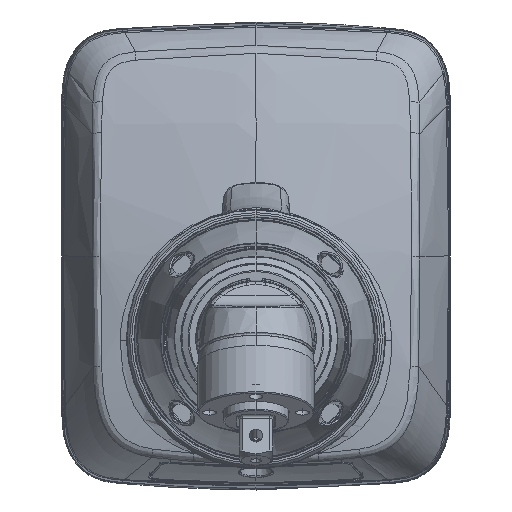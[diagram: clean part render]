
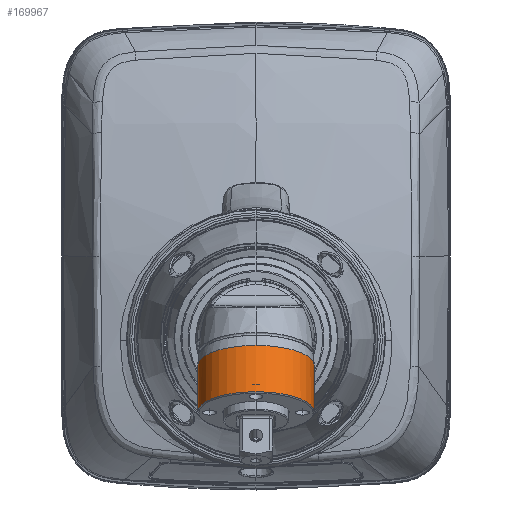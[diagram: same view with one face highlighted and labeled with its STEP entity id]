
A CAD part, top view. The second image highlights one B-rep face of the part: STEP entity #169967.
In plain terms, the highlighted cylindrical face has radius 11 mm (diameter 22 mm), a partial arc.
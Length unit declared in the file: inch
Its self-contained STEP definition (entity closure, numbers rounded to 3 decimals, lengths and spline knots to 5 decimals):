
#119806=CARTESIAN_POINT('',(0.,-0.46393,4.18067));
#119807=DIRECTION('',(0.,0.94,-0.342));
#119808=DIRECTION('',(1.,0.,0.));
#119809=AXIS2_PLACEMENT_3D('',#119806,#119807,#119808);
#119811=DIRECTION('',(0.,-0.94,0.342));
#119812=VECTOR('',#119811,0.09055);
#119813=CARTESIAN_POINT('',(0.43307,-0.46393,
4.18067));
#119814=LINE('',#119813,#119812);
#119815=DIRECTION('',(0.,-0.94,0.342));
#119816=VECTOR('',#119815,0.09055);
#119817=CARTESIAN_POINT('',(-0.43307,-0.46393,
4.18067));
#119818=LINE('',#119817,#119816);
#119819=CARTESIAN_POINT('',(0.,-0.46393,4.18067));
#119820=DIRECTION('',(0.,0.94,-0.342));
#119821=DIRECTION('',(-0.326,-0.323,
-0.888));
#119822=AXIS2_PLACEMENT_3D('',#119819,#119820,#119821);
#119824=DIRECTION('',(0.,0.94,-0.342));
#119825=VECTOR('',#119824,0.13797);
#119826=CARTESIAN_POINT('',(-0.14107,-0.60397,
3.79591));
#119827=LINE('',#119826,#119825);
#119828=CARTESIAN_POINT('',(-0.1411,-0.47427,
3.7487));
#119829=CARTESIAN_POINT('',(-0.15174,-0.47189,
3.75174));
#119830=CARTESIAN_POINT('',(-0.17228,-0.46665,
3.75836));
#119831=CARTESIAN_POINT('',(-0.20551,-0.45608,
3.77144));
#119832=CARTESIAN_POINT('',(-0.2399,-0.44225,
3.78816));
#119833=CARTESIAN_POINT('',(-0.2742,-0.42477,
3.80879));
#119834=CARTESIAN_POINT('',(-0.30457,-0.40568,
3.83092));
#119835=CARTESIAN_POINT('',(-0.33135,-0.38528,
3.85433));
#119836=CARTESIAN_POINT('',(-0.3548,-0.36385,
3.87892));
#119837=CARTESIAN_POINT('',(-0.37516,-0.3416,
3.90471));
#119838=CARTESIAN_POINT('',(-0.39256,-0.31873,
3.93178));
#119839=CARTESIAN_POINT('',(-0.40708,-0.29541,
3.96029));
#119840=CARTESIAN_POINT('',(-0.41866,-0.27181,
3.99042));
#119841=CARTESIAN_POINT('',(-0.42716,-0.24808,
4.02238));
#119842=CARTESIAN_POINT('',(-0.43232,-0.22437,
4.05635));
#119843=CARTESIAN_POINT('',(-0.43325,-0.2087,
4.08044));
#119844=CARTESIAN_POINT('',(-0.43301,-0.20093,
4.09286));
#119846=CARTESIAN_POINT('',(0.,-0.20348,4.08587));
#119847=DIRECTION('',(0.,-0.94,0.342));
#119848=DIRECTION('',(0.,0.342,0.94));
#119849=AXIS2_PLACEMENT_3D('',#119846,#119847,#119848);
#119851=CARTESIAN_POINT('',(0.,-0.20348,4.08587));
#119852=DIRECTION('',(0.,0.94,-0.342));
#119853=DIRECTION('',(0.,0.342,0.94));
#119854=AXIS2_PLACEMENT_3D('',#119851,#119852,#119853);
#119856=CARTESIAN_POINT('',(0.1411,-0.47427,
3.7487));
#119857=CARTESIAN_POINT('',(0.15174,-0.47189,
3.75174));
#119858=CARTESIAN_POINT('',(0.17228,-0.46665,
3.75836));
#119859=CARTESIAN_POINT('',(0.20551,-0.45608,
3.77144));
#119860=CARTESIAN_POINT('',(0.2399,-0.44225,
3.78816));
#119861=CARTESIAN_POINT('',(0.2742,-0.42477,
3.80879));
#119862=CARTESIAN_POINT('',(0.30457,-0.40568,
3.83092));
#119863=CARTESIAN_POINT('',(0.33135,-0.38528,
3.85433));
#119864=CARTESIAN_POINT('',(0.3548,-0.36385,
3.87892));
#119865=CARTESIAN_POINT('',(0.37516,-0.3416,
3.90471));
#119866=CARTESIAN_POINT('',(0.39256,-0.31873,
3.93178));
#119867=CARTESIAN_POINT('',(0.40708,-0.29541,
3.96029));
#119868=CARTESIAN_POINT('',(0.41866,-0.27181,
3.99042));
#119869=CARTESIAN_POINT('',(0.42716,-0.24808,
4.02238));
#119870=CARTESIAN_POINT('',(0.43232,-0.22437,
4.05635));
#119871=CARTESIAN_POINT('',(0.43325,-0.2087,
4.08044));
#119872=CARTESIAN_POINT('',(0.43301,-0.20093,
4.09286));
#119874=DIRECTION('',(0.,0.94,-0.342));
#119875=VECTOR('',#119874,0.13797);
#119876=CARTESIAN_POINT('',(0.14107,-0.60397,
3.79591));
#119877=LINE('',#119876,#119875);
#119887=CARTESIAN_POINT('',(0.,-0.54902,4.21164));
#119888=DIRECTION('',(0.,-0.94,0.342));
#119889=DIRECTION('',(1.,0.,0.));
#119890=AXIS2_PLACEMENT_3D('',#119887,#119888,#119889);
#121048=CARTESIAN_POINT('',(-0.14108,-0.47432,
3.74872));
#121124=CARTESIAN_POINT('',(0.14108,-0.47432,
3.74872));
#135238=CARTESIAN_POINT('',(0.,-0.05536,4.49282));
#135239=CARTESIAN_POINT('',(0.43301,-0.20093,
4.09286));
#135240=VERTEX_POINT('',#135238);
#135241=VERTEX_POINT('',#135239);
#135242=CARTESIAN_POINT('',(-0.43301,-0.20093,
4.09286));
#135243=VERTEX_POINT('',#135242);
#135401=VERTEX_POINT('',#121124);
#135403=VERTEX_POINT('',#121048);
#135436=CARTESIAN_POINT('',(0.43307,-0.54902,
4.21164));
#135437=CARTESIAN_POINT('',(-0.43307,-0.54902,
4.21164));
#135438=VERTEX_POINT('',#135436);
#135439=VERTEX_POINT('',#135437);
#135472=CARTESIAN_POINT('',(0.43307,-0.46393,
4.18067));
#135473=CARTESIAN_POINT('',(0.14107,-0.60397,
3.79591));
#135474=VERTEX_POINT('',#135472);
#135475=VERTEX_POINT('',#135473);
#135480=CARTESIAN_POINT('',(-0.14107,-0.60397,
3.79591));
#135481=CARTESIAN_POINT('',(-0.43307,-0.46393,
4.18067));
#135482=VERTEX_POINT('',#135480);
#135483=VERTEX_POINT('',#135481);
#169942=CARTESIAN_POINT('',(0.,-0.58268,4.22389));
#169943=DIRECTION('',(0.,0.94,-0.342));
#169944=DIRECTION('',(0.,-0.342,-0.94));
#169945=AXIS2_PLACEMENT_3D('',#169942,#169943,#169944);
#169946=CYLINDRICAL_SURFACE('',#169945,0.43307);
#169947=ORIENTED_EDGE('',*,*,#169924,.F.);
#169948=ORIENTED_EDGE('',*,*,#169937,.T.);
#169950=ORIENTED_EDGE('',*,*,#169949,.T.);
#169951=ORIENTED_EDGE('',*,*,#169933,.F.);
#169952=ORIENTED_EDGE('',*,*,#169931,.F.);
#169954=ORIENTED_EDGE('',*,*,#169953,.T.);
#169956=ORIENTED_EDGE('',*,*,#169955,.T.);
#169958=ORIENTED_EDGE('',*,*,#169957,.F.);
#169960=ORIENTED_EDGE('',*,*,#169959,.T.);
#169962=ORIENTED_EDGE('',*,*,#169961,.F.);
#169964=ORIENTED_EDGE('',*,*,#169963,.F.);
#169965=EDGE_LOOP('',(#169947,#169948,#169950,#169951,#169952,#169954,#169956,
#169958,#169960,#169962,#169964));
#169966=FACE_OUTER_BOUND('',#169965,.F.);
#169967=ADVANCED_FACE('',(#169966),#169946,.T.);
#119810=CIRCLE('',#119809,0.43307);
#119823=CIRCLE('',#119822,0.43307);
#119845=B_SPLINE_CURVE_WITH_KNOTS('',3,(#119828,#119829,#119830,#119831,#119832,
#119833,#119834,#119835,#119836,#119837,#119838,#119839,#119840,#119841,#119842,
#119843,#119844),.UNSPECIFIED.,.F.,.F.,(4,1,1,1,1,1,1,1,1,1,1,1,1,1,4),(0.,
0.05072,0.10145,0.17633,0.25121,
0.32609,0.40097,0.47584,0.55072,
0.6256,0.70048,0.77536,0.85024,
0.92512,1.),.UNSPECIFIED.);
#119850=CIRCLE('',#119849,0.43307);
#119855=CIRCLE('',#119854,0.43307);
#119873=B_SPLINE_CURVE_WITH_KNOTS('',3,(#119856,#119857,#119858,#119859,#119860,
#119861,#119862,#119863,#119864,#119865,#119866,#119867,#119868,#119869,#119870,
#119871,#119872),.UNSPECIFIED.,.F.,.F.,(4,1,1,1,1,1,1,1,1,1,1,1,1,1,4),(0.,
0.05072,0.10145,0.17633,0.25121,
0.32609,0.40097,0.47584,0.55072,
0.6256,0.70048,0.77536,0.85024,
0.92512,1.),.UNSPECIFIED.);
#119891=CIRCLE('',#119890,0.43307);
#169924=EDGE_CURVE('',#135474,#135475,#119810,.T.);
#169931=EDGE_CURVE('',#135482,#135483,#119823,.T.);
#169933=EDGE_CURVE('',#135483,#135439,#119818,.T.);
#169937=EDGE_CURVE('',#135474,#135438,#119814,.T.);
#169949=EDGE_CURVE('',#135438,#135439,#119891,.T.);
#169953=EDGE_CURVE('',#135482,#135403,#119827,.T.);
#169955=EDGE_CURVE('',#135403,#135243,#119845,.T.);
#169957=EDGE_CURVE('',#135240,#135243,#119850,.T.);
#169959=EDGE_CURVE('',#135240,#135241,#119855,.T.);
#169961=EDGE_CURVE('',#135401,#135241,#119873,.T.);
#169963=EDGE_CURVE('',#135475,#135401,#119877,.T.);
